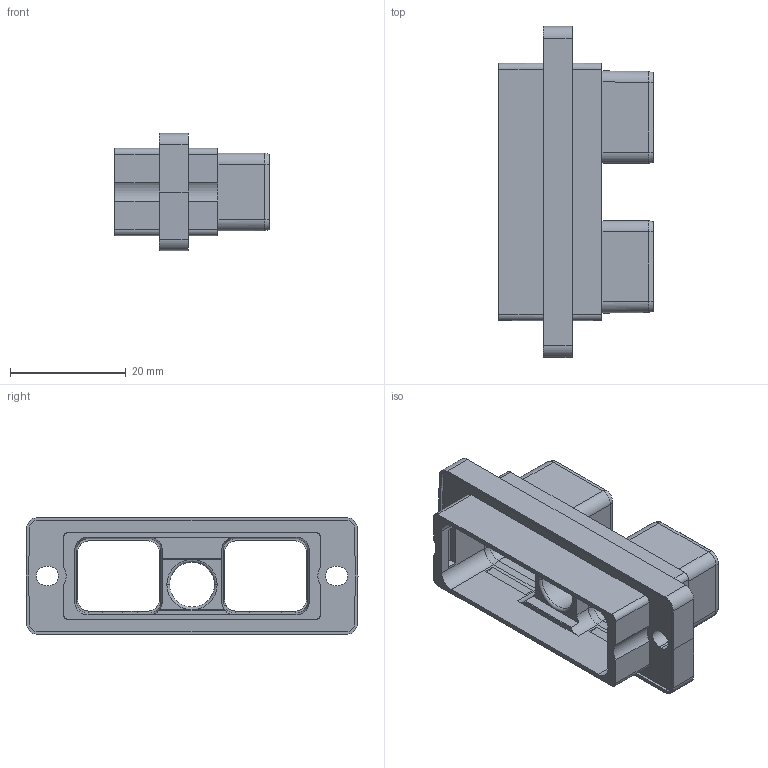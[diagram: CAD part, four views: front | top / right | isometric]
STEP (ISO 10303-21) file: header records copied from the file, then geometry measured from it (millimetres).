
FILE_DESCRIPTION((''),'2;1');
FILE_NAME('SIM2B44V','2019-09-16T',('presta_be4'),(''),'PRO/ENGINEER BY PARAMETRIC TECHNOLOGY CORPORATION, 2014310','PRO/ENGINEER BY PARAMETRIC TECHNOLOGY CORPORATION, 2014310','');
FILE_SCHEMA(('CONFIG_CONTROL_DESIGN'));
Length unit declared in the file: millimetre
Products named in the file (1): SIM2B44V
Bounding box: 26.69 x 57.41 x 20.29 mm (x, y, z)
Volume: 6129 mm3; surface area: 8155.6 mm2
Topology: 10 solids, 10 shells, 648 faces, 1724 edges, 1122 vertices
Faces by surface type: plane 536, cylinder 78, bspline 20, cone 12, torus 2
Entity records: 23938 total; most frequent: CARTESIAN_POINT 8037, ORIENTED_EDGE 3448, DIRECTION 2943, EDGE_CURVE 1724, VECTOR 1465, LINE 1465, VERTEX_POINT 1122, AXIS2_PLACEMENT_3D 739
